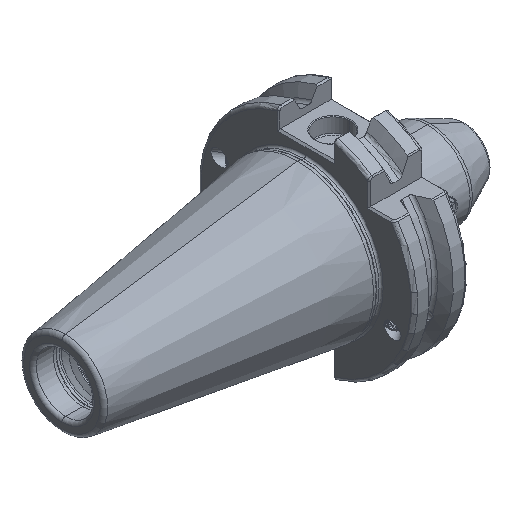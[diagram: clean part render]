
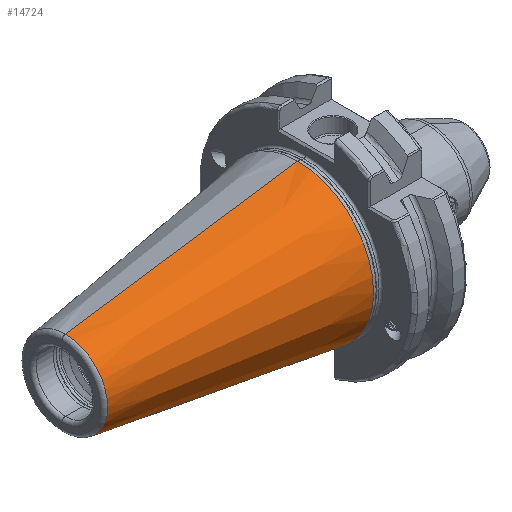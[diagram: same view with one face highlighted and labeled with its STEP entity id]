
A CAD part, isometric view. The second image highlights one B-rep face of the part: STEP entity #14724.
In plain terms, the highlighted conical face has half-angle 8.297 degrees and reference radius 22.692 mm.
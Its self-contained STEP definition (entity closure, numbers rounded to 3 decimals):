
#251 = ORIENTED_EDGE ( 'NONE', *, *, #1625, .F. ) ;
#257 = ORIENTED_EDGE ( 'NONE', *, *, #11408, .T. ) ;
#1615 = EDGE_CURVE ( 'NONE', #25495, #25398, #10679, .T. ) ;
#1625 = EDGE_CURVE ( 'NONE', #25517, #25397, #10720, .T. ) ;
#3438 = CARTESIAN_POINT ( 'NONE',  ( -70.573, 0., 0. ) ) ;
#3439 = DIRECTION ( 'NONE',  ( 1., 0., 0. ) ) ;
#3453 = DIRECTION ( 'NONE',  ( 0., 0., 1. ) ) ;
#3494 = CARTESIAN_POINT ( 'NONE',  ( -2.5, 0., 0. ) ) ;
#3499 = DIRECTION ( 'NONE',  ( 1., 0., 0. ) ) ;
#3525 = DIRECTION ( 'NONE',  ( 0., 0., -1. ) ) ;
#3802 = ORIENTED_EDGE ( 'NONE', *, *, #1615, .T. ) ;
#3838 = ORIENTED_EDGE ( 'NONE', *, *, #11352, .F. ) ;
#6937 = CARTESIAN_POINT ( 'NONE',  ( 0., 0., 0. ) ) ;
#6959 = DIRECTION ( 'NONE',  ( 0., 0., -1. ) ) ;
#6967 = DIRECTION ( 'NONE',  ( 1., 0., 0. ) ) ;
#9474 = FACE_OUTER_BOUND ( 'NONE', #11035, .T. ) ;
#9496 = CONICAL_SURFACE ( 'NONE', #23760, 22.692, 0.145 ) ;
#9701 = VECTOR ( 'NONE', #18983, 1000. ) ;
#9708 = LINE ( 'NONE', #18998, #9701 ) ;
#9733 = VECTOR ( 'NONE', #19073, 1000. ) ;
#9746 = LINE ( 'NONE', #19054, #9733 ) ;
#10679 = CIRCLE ( 'NONE', #11321, 12.4 ) ;
#10720 = CIRCLE ( 'NONE', #11290, 22.327 ) ;
#11035 = EDGE_LOOP ( 'NONE', ( #3838, #3802, #257, #251 ) ) ;
#11290 = AXIS2_PLACEMENT_3D ( 'NONE', #3494, #3499, #3525 ) ;
#11321 = AXIS2_PLACEMENT_3D ( 'NONE', #3438, #3439, #3453 ) ;
#11352 = EDGE_CURVE ( 'NONE', #25495, #25517, #9708, .T. ) ;
#11408 = EDGE_CURVE ( 'NONE', #25398, #25397, #9746, .T. ) ;
#14724 = ADVANCED_FACE ( 'NONE', ( #9474 ), #9496, .T. ) ;
#18983 = DIRECTION ( 'NONE',  ( 0.99, 0., 0.144 ) ) ;
#18998 = CARTESIAN_POINT ( 'NONE',  ( 0., 0., 22.692 ) ) ;
#19054 = CARTESIAN_POINT ( 'NONE',  ( 0., 0., -22.692 ) ) ;
#19073 = DIRECTION ( 'NONE',  ( 0.99, 0., -0.144 ) ) ;
#23760 = AXIS2_PLACEMENT_3D ( 'NONE', #6937, #6967, #6959 ) ;
#25397 = VERTEX_POINT ( 'NONE', #27779 ) ;
#25398 = VERTEX_POINT ( 'NONE', #27790 ) ;
#25495 = VERTEX_POINT ( 'NONE', #27797 ) ;
#25517 = VERTEX_POINT ( 'NONE', #27800 ) ;
#27779 = CARTESIAN_POINT ( 'NONE',  ( -2.5, 0., -22.327 ) ) ;
#27790 = CARTESIAN_POINT ( 'NONE',  ( -70.573, 0., -12.4 ) ) ;
#27797 = CARTESIAN_POINT ( 'NONE',  ( -70.573, 0., 12.4 ) ) ;
#27800 = CARTESIAN_POINT ( 'NONE',  ( -2.5, 0., 22.327 ) ) ;
